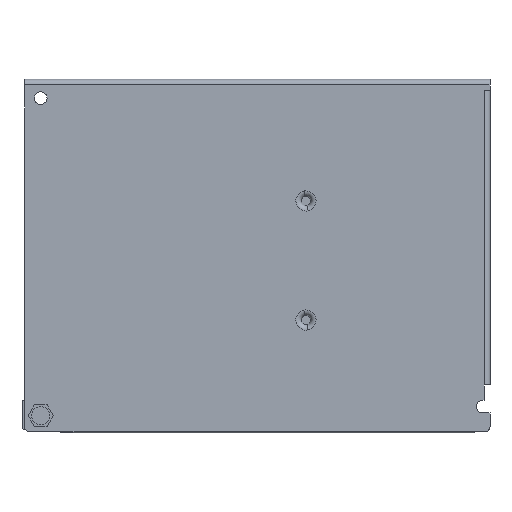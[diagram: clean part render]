
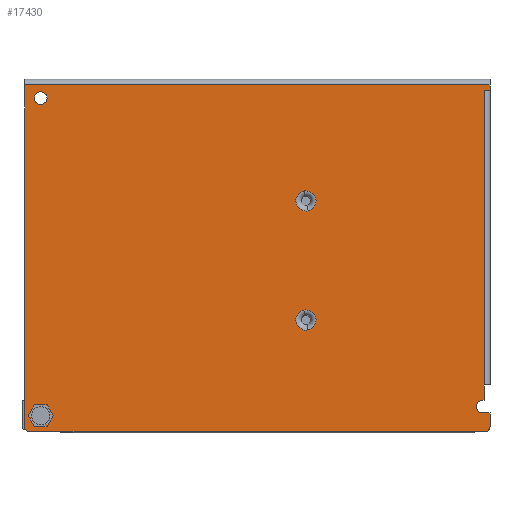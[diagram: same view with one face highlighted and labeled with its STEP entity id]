
A CAD part, front view. The second image highlights one B-rep face of the part: STEP entity #17430.
In plain terms, the highlighted planar face has unit normal (0, -1, 0).
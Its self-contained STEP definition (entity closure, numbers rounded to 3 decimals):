
#1890=CARTESIAN_POINT('',(-64.5,-1.5,-47.375));
#1900=VERTEX_POINT('',#1890);
#1930=CARTESIAN_POINT('',(-63.,-1.5,-47.375));
#1940=DIRECTION('',(0.,1.,0.));
#1950=DIRECTION('',(0.,0.,-1.));
#1960=AXIS2_PLACEMENT_3D('',#1930,#1940,#1950);
#1970=CIRCLE('',#1960,1.5);
#1980=CARTESIAN_POINT('',(-63.,-1.5,-48.875));
#1990=VERTEX_POINT('',#1980);
#2000=EDGE_CURVE('',#1990,#1900,#1970,.T.);
#2560=CARTESIAN_POINT('',(-64.5,-1.5,47.275));
#2570=VERTEX_POINT('',#2560);
#2600=CARTESIAN_POINT('',(-64.5,-1.5,47.275));
#2610=DIRECTION('',(0.,0.,-1.));
#2620=VECTOR('',#2610,1.);
#2630=LINE('',#2600,#2620);
#2640=EDGE_CURVE('',#2570,#1900,#2630,.T.);
#3220=CARTESIAN_POINT('',(64.5,-1.5,47.275));
#3230=VERTEX_POINT('',#3220);
#3280=CARTESIAN_POINT('',(64.5,-1.5,47.275));
#3290=DIRECTION('',(-1.,0.,0.));
#3300=VECTOR('',#3290,1.);
#3310=LINE('',#3280,#3300);
#3320=EDGE_CURVE('',#3230,#2570,#3310,.T.);
#12520=CARTESIAN_POINT('',(64.5,-1.5,45.775));
#12530=VERTEX_POINT('',#12520);
#12560=CARTESIAN_POINT('',(64.5,-1.5,45.775));
#12570=DIRECTION('',(0.,0.,1.));
#12580=VECTOR('',#12570,1.);
#12590=LINE('',#12560,#12580);
#12600=EDGE_CURVE('',#12530,#3230,#12590,.T.);
#14460=CARTESIAN_POINT('',(62.9,-1.5,45.775));
#14470=VERTEX_POINT('',#14460);
#14500=CARTESIAN_POINT('',(64.5,-1.5,45.775));
#14510=DIRECTION('',(-1.,0.,0.));
#14520=VECTOR('',#14510,1.);
#14530=LINE('',#14500,#14520);
#14540=EDGE_CURVE('',#12530,#14470,#14530,.T.);
#15970=CARTESIAN_POINT('',(62.9,-1.5,-35.875));
#15980=VERTEX_POINT('',#15970);
#16010=CARTESIAN_POINT('',(62.9,-1.5,-35.875));
#16020=DIRECTION('',(0.,0.,1.));
#16030=VECTOR('',#16020,1.);
#16040=LINE('',#16010,#16030);
#16050=EDGE_CURVE('',#15980,#14470,#16040,.T.);
#16100=CARTESIAN_POINT('',(0.,-1.5,0.));
#16110=DIRECTION('',(0.,1.,0.));
#16120=DIRECTION('',(1.,0.,0.));
#16130=AXIS2_PLACEMENT_3D('',#16100,#16110,#16120);
#16140=PLANE('',#16130);
#16150=CARTESIAN_POINT('',(-60.,-1.5,43.625));
#16160=DIRECTION('',(0.,-1.,-0.));
#16170=DIRECTION('',(0.,0.,-1.));
#16180=AXIS2_PLACEMENT_3D('',#16150,#16160,#16170);
#16190=CIRCLE('',#16180,1.75);
#16200=CARTESIAN_POINT('',(-60.,-1.5,45.375));
#16210=VERTEX_POINT('',#16200);
#16220=CARTESIAN_POINT('',(-60.,-1.5,41.875));
#16230=VERTEX_POINT('',#16220);
#16240=EDGE_CURVE('',#16210,#16230,#16190,.T.);
#16250=ORIENTED_EDGE('',*,*,#16240,.F.);
#16260=EDGE_CURVE('',#16230,#16210,#16190,.T.);
#16270=ORIENTED_EDGE('',*,*,#16260,.F.);
#16280=EDGE_LOOP('',(#16270,#16250));
#16290=FACE_BOUND('',#16280,.T.);
#16300=CARTESIAN_POINT('',(13.5,-1.5,-17.875));
#16310=DIRECTION('',(0.,-1.,-0.));
#16320=DIRECTION('',(0.,0.,-1.));
#16330=AXIS2_PLACEMENT_3D('',#16300,#16310,#16320);
#16340=CIRCLE('',#16330,2.8);
#16350=CARTESIAN_POINT('',(14.062,-1.5,-20.618));
#16360=VERTEX_POINT('',#16350);
#16370=CARTESIAN_POINT('',(12.938,-1.5,-15.132));
#16380=VERTEX_POINT('',#16370);
#16390=EDGE_CURVE('',#16360,#16380,#16340,.T.);
#16400=ORIENTED_EDGE('',*,*,#16390,.F.);
#16410=EDGE_CURVE('',#16380,#16360,#16340,.T.);
#16420=ORIENTED_EDGE('',*,*,#16410,.F.);
#16430=EDGE_LOOP('',(#16420,#16400));
#16440=FACE_BOUND('',#16430,.T.);
#16450=CARTESIAN_POINT('',(13.5,-1.5,15.125));
#16460=DIRECTION('',(0.,-1.,-0.));
#16470=DIRECTION('',(0.,0.,-1.));
#16480=AXIS2_PLACEMENT_3D('',#16450,#16460,#16470);
#16490=CIRCLE('',#16480,2.8);
#16500=CARTESIAN_POINT('',(13.5,-1.5,17.925));
#16510=VERTEX_POINT('',#16500);
#16520=CARTESIAN_POINT('',(12.938,-1.5,17.868));
#16530=VERTEX_POINT('',#16520);
#16540=EDGE_CURVE('',#16510,#16530,#16490,.T.);
#16550=ORIENTED_EDGE('',*,*,#16540,.F.);
#16560=CARTESIAN_POINT('',(14.062,-1.5,12.382));
#16570=VERTEX_POINT('',#16560);
#16580=EDGE_CURVE('',#16530,#16570,#16490,.T.);
#16590=ORIENTED_EDGE('',*,*,#16580,.F.);
#16600=EDGE_CURVE('',#16570,#16510,#16490,.T.);
#16610=ORIENTED_EDGE('',*,*,#16600,.F.);
#16620=EDGE_LOOP('',(#16610,#16590,#16550));
#16630=FACE_BOUND('',#16620,.T.);
#16640=CARTESIAN_POINT('',(-60.,-1.5,-44.375));
#16650=DIRECTION('',(0.,-1.,-0.));
#16660=DIRECTION('',(0.,0.,-1.));
#16670=AXIS2_PLACEMENT_3D('',#16640,#16650,#16660);
#16680=CIRCLE('',#16670,2.5);
#16690=CARTESIAN_POINT('',(-60.,-1.5,-46.875));
#16700=VERTEX_POINT('',#16690);
#16710=CARTESIAN_POINT('',(-60.,-1.5,-41.875));
#16720=VERTEX_POINT('',#16710);
#16730=EDGE_CURVE('',#16700,#16720,#16680,.T.);
#16740=ORIENTED_EDGE('',*,*,#16730,.F.);
#16750=EDGE_CURVE('',#16720,#16700,#16680,.T.);
#16760=ORIENTED_EDGE('',*,*,#16750,.F.);
#16770=EDGE_LOOP('',(#16760,#16740));
#16780=FACE_BOUND('',#16770,.T.);
#16790=ORIENTED_EDGE('',*,*,#2640,.T.);
#16800=ORIENTED_EDGE('',*,*,#3320,.T.);
#16810=ORIENTED_EDGE('',*,*,#12600,.T.);
#16820=ORIENTED_EDGE('',*,*,#14540,.F.);
#16830=ORIENTED_EDGE('',*,*,#16050,.T.);
#16840=CARTESIAN_POINT('',(62.9,-1.5,-40.125));
#16850=DIRECTION('',(0.,0.,1.));
#16860=VECTOR('',#16850,1.);
#16870=LINE('',#16840,#16860);
#16880=CARTESIAN_POINT('',(62.9,-1.5,-40.125));
#16890=VERTEX_POINT('',#16880);
#16900=EDGE_CURVE('',#16890,#15980,#16870,.T.);
#16910=ORIENTED_EDGE('',*,*,#16900,.T.);
#16920=CARTESIAN_POINT('',(62.5,-1.5,-40.125));
#16930=DIRECTION('',(1.,0.,0.));
#16940=VECTOR('',#16930,1.);
#16950=LINE('',#16920,#16940);
#16960=CARTESIAN_POINT('',(62.5,-1.5,-40.125));
#16970=VERTEX_POINT('',#16960);
#16980=EDGE_CURVE('',#16970,#16890,#16950,.T.);
#16990=ORIENTED_EDGE('',*,*,#16980,.T.);
#17000=CARTESIAN_POINT('',(62.5,-1.5,-41.875));
#17010=DIRECTION('',(0.,-1.,0.));
#17020=DIRECTION('',(0.,0.,1.));
#17030=AXIS2_PLACEMENT_3D('',#17000,#17010,#17020);
#17040=CIRCLE('',#17030,1.75);
#17050=CARTESIAN_POINT('',(62.5,-1.5,-43.625));
#17060=VERTEX_POINT('',#17050);
#17070=EDGE_CURVE('',#16970,#17060,#17040,.T.);
#17080=ORIENTED_EDGE('',*,*,#17070,.F.);
#17090=CARTESIAN_POINT('',(62.5,-1.5,-43.625));
#17100=DIRECTION('',(1.,0.,0.));
#17110=VECTOR('',#17100,1.);
#17120=LINE('',#17090,#17110);
#17130=CARTESIAN_POINT('',(64.5,-1.5,-43.625));
#17140=VERTEX_POINT('',#17130);
#17150=EDGE_CURVE('',#17060,#17140,#17120,.T.);
#17160=ORIENTED_EDGE('',*,*,#17150,.F.);
#17170=CARTESIAN_POINT('',(64.5,-1.5,-47.375));
#17180=DIRECTION('',(0.,0.,1.));
#17190=VECTOR('',#17180,1.);
#17200=LINE('',#17170,#17190);
#17210=CARTESIAN_POINT('',(64.5,-1.5,-47.375));
#17220=VERTEX_POINT('',#17210);
#17230=EDGE_CURVE('',#17220,#17140,#17200,.T.);
#17240=ORIENTED_EDGE('',*,*,#17230,.T.);
#17250=CARTESIAN_POINT('',(63.,-1.5,-47.375));
#17260=DIRECTION('',(-0.,1.,0.));
#17270=DIRECTION('',(1.,0.,0.));
#17280=AXIS2_PLACEMENT_3D('',#17250,#17260,#17270);
#17290=CIRCLE('',#17280,1.5);
#17300=CARTESIAN_POINT('',(63.,-1.5,-48.875));
#17310=VERTEX_POINT('',#17300);
#17320=EDGE_CURVE('',#17220,#17310,#17290,.T.);
#17330=ORIENTED_EDGE('',*,*,#17320,.F.);
#17340=CARTESIAN_POINT('',(-63.,-1.5,-48.875));
#17350=DIRECTION('',(1.,0.,0.));
#17360=VECTOR('',#17350,1.);
#17370=LINE('',#17340,#17360);
#17380=EDGE_CURVE('',#1990,#17310,#17370,.T.);
#17390=ORIENTED_EDGE('',*,*,#17380,.T.);
#17400=ORIENTED_EDGE('',*,*,#2000,.F.);
#17410=EDGE_LOOP('',(#17400,#17390,#17330,#17240,#17160,#17080,#16990,
#16910,#16830,#16820,#16810,#16800,#16790));
#17420=FACE_OUTER_BOUND('',#17410,.T.);
#17430=ADVANCED_FACE('',(#16290,#16440,#16630,#16780,#17420),#16140,.F.)
;
